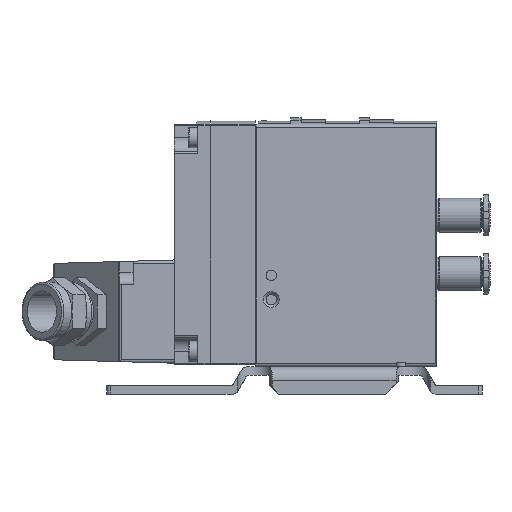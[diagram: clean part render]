
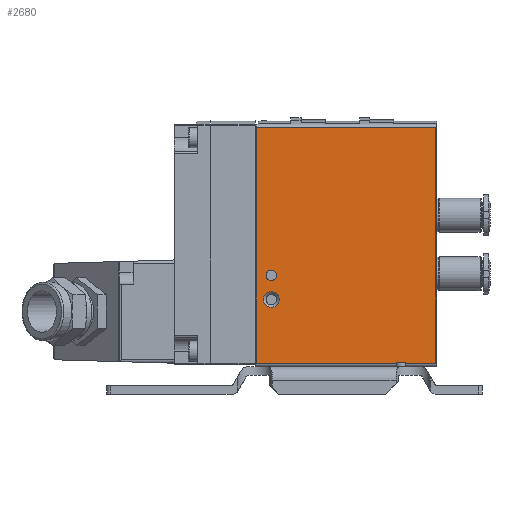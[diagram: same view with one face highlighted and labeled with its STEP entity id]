
A CAD part, left-side view. The second image highlights one B-rep face of the part: STEP entity #2680.
In plain terms, the highlighted face is planar.
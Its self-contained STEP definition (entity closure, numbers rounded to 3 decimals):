
#2680 = ADVANCED_FACE( '', ( #5559, #5560, #5561 ), #5562, .T. );
#5559 = FACE_BOUND( '', #8630, .T. );
#5560 = FACE_BOUND( '', #8631, .T. );
#5561 = FACE_OUTER_BOUND( '', #8632, .T. );
#5562 = PLANE( '', #8633 );
#8630 = EDGE_LOOP( '', ( #15370 ) );
#8631 = EDGE_LOOP( '', ( #15371 ) );
#8632 = EDGE_LOOP( '', ( #15372, #15373, #15374, #15375 ) );
#8633 = AXIS2_PLACEMENT_3D( '', #15376, #15377, #15378 );
#15370 = ORIENTED_EDGE( '', *, *, #20007, .F. );
#15371 = ORIENTED_EDGE( '', *, *, #18392, .F. );
#15372 = ORIENTED_EDGE( '', *, *, #18502, .T. );
#15373 = ORIENTED_EDGE( '', *, *, #19327, .F. );
#15374 = ORIENTED_EDGE( '', *, *, #19446, .F. );
#15375 = ORIENTED_EDGE( '', *, *, #18961, .T. );
#15376 = CARTESIAN_POINT( '', ( -35.2, 52.5, 15. ) );
#15377 = DIRECTION( '', ( 0., 0., 1. ) );
#15378 = DIRECTION( '', ( 1., 0., 0. ) );
#18392 = EDGE_CURVE( '', #22250, #22250, #22251, .T. );
#18502 = EDGE_CURVE( '', #22418, #22416, #22419, .T. );
#18961 = EDGE_CURVE( '', #23108, #22418, #23109, .T. );
#19327 = EDGE_CURVE( '', #23635, #22416, #23636, .T. );
#19446 = EDGE_CURVE( '', #23108, #23635, #23814, .T. );
#20007 = EDGE_CURVE( '', #24522, #24522, #24523, .T. );
#22250 = VERTEX_POINT( '', #27607 );
#22251 = CIRCLE( '', #27608, 2.3 );
#22416 = VERTEX_POINT( '', #27850 );
#22418 = VERTEX_POINT( '', #27859 );
#22419 = LINE( '', #27860, #27861 );
#23108 = VERTEX_POINT( '', #28828 );
#23109 = LINE( '', #28829, #28830 );
#23635 = VERTEX_POINT( '', #29566 );
#23636 = LINE( '', #29567, #29568 );
#23814 = LINE( '', #29809, #29810 );
#24522 = VERTEX_POINT( '', #30804 );
#24523 = CIRCLE( '', #30805, 1.5 );
#27607 = CARTESIAN_POINT( '', ( -13.7, 48.15, 15. ) );
#27608 = AXIS2_PLACEMENT_3D( '', #32809, #32810, #32811 );
#27850 = CARTESIAN_POINT( '', ( -34.5, 0.3, 15. ) );
#27859 = CARTESIAN_POINT( '', ( -34.5, 52.5, 15. ) );
#27860 = CARTESIAN_POINT( '', ( -34.5, 52.8, 15. ) );
#27861 = VECTOR( '', #32932, 1000. );
#28828 = CARTESIAN_POINT( '', ( 34., 52.5, 15. ) );
#28829 = CARTESIAN_POINT( '', ( 35., 52.5, 15. ) );
#28830 = VECTOR( '', #33465, 1000. );
#29566 = CARTESIAN_POINT( '', ( 34., 0.3, 15. ) );
#29567 = CARTESIAN_POINT( '', ( 35., 0.3, 15. ) );
#29568 = VECTOR( '', #33924, 1000. );
#29809 = CARTESIAN_POINT( '', ( 34., 52.8, 15. ) );
#29810 = VECTOR( '', #34074, 1000. );
#30804 = CARTESIAN_POINT( '', ( -7.5, 48.15, 15. ) );
#30805 = AXIS2_PLACEMENT_3D( '', #34589, #34590, #34591 );
#32809 = CARTESIAN_POINT( '', ( -16., 48.15, 15. ) );
#32810 = DIRECTION( '', ( 0., 0., 1. ) );
#32811 = DIRECTION( '', ( 1., 0., 0. ) );
#32932 = DIRECTION( '', ( 0., -1., 0. ) );
#33465 = DIRECTION( '', ( -1., 0., 0. ) );
#33924 = DIRECTION( '', ( -1., 0., 0. ) );
#34074 = DIRECTION( '', ( 0., -1., 0. ) );
#34589 = CARTESIAN_POINT( '', ( -9., 48.15, 15. ) );
#34590 = DIRECTION( '', ( 0., 0., 1. ) );
#34591 = DIRECTION( '', ( 1., 0., 0. ) );
